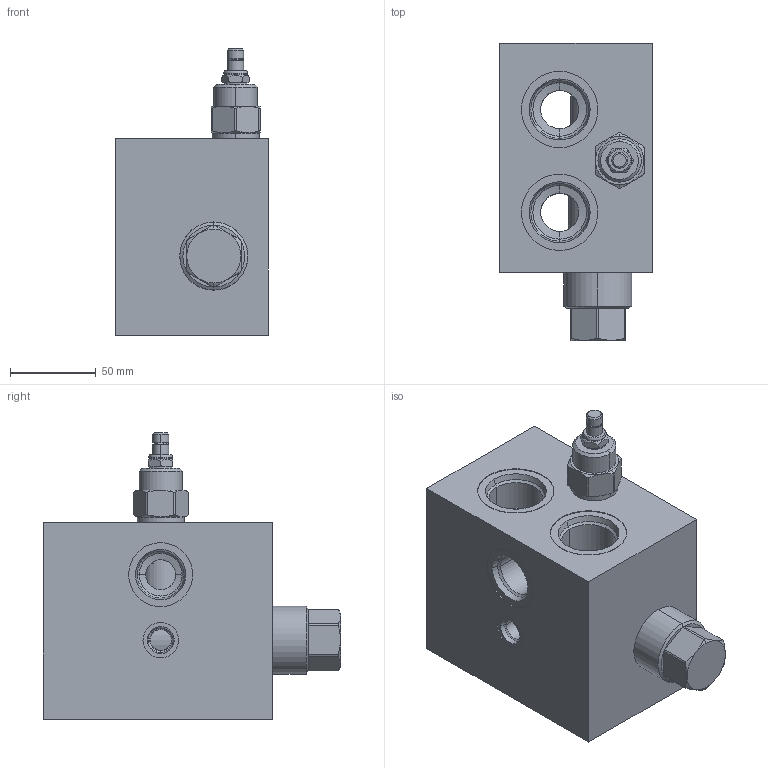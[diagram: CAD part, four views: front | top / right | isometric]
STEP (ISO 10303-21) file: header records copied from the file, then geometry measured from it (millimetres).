
FILE_DESCRIPTION((''),'2;1');
FILE_NAME('MANIFOLD_STP1_ASM','2015-10-09T',('Administrator'),(''),'PRO/ENGINEER BY PARAMETRIC TECHNOLOGY CORPORATION, 2006240','PRO/ENGINEER BY PARAMETRIC TECHNOLOGY CORPORATION, 2006240','');
FILE_SCHEMA(('CONFIG_CONTROL_DESIGN'));
Length unit declared in the file: inch
Products named in the file (3): 1526810010_PRT; ASMNAME_CART_PRT; MANIFOLD_STP1_ASM
Assembly tree (2 placements, depth 2):
  MANIFOLD_STP1_ASM
    1526810010_PRT
    ASMNAME_CART_PRT
Bounding box: 88.9 x 173.05 x 166.7 mm (x, y, z)
Surface area: 158724.1 mm2 (no closed solid volume)
Topology: 0 solids, 19 shells, 501 faces, 1148 edges, 701 vertices
Faces by surface type: cylinder 197, cone 110, torus 101, plane 93
Entity records: 15332 total; most frequent: CARTESIAN_POINT 3460, DIRECTION 2822, ORIENTED_EDGE 2240, AXIS2_PLACEMENT_3D 1238, EDGE_CURVE 1138, CIRCLE 732, VERTEX_POINT 701, EDGE_LOOP 572
